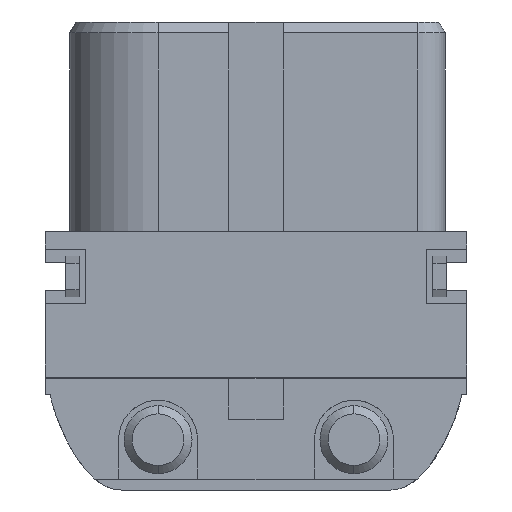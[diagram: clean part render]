
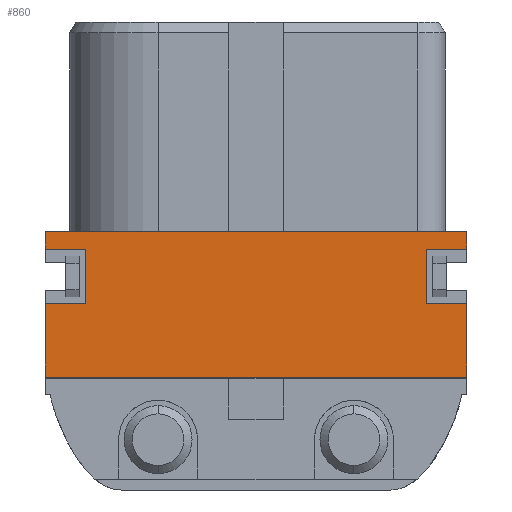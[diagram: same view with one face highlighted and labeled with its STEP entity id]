
A CAD part, front view. The second image highlights one B-rep face of the part: STEP entity #860.
In plain terms, the highlighted planar face has unit normal (0, -1, 0).
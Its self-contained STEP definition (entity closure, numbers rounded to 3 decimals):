
#860 = ADVANCED_FACE('',(#861),#959,.F.);
#861 = FACE_BOUND('',#862,.T.);
#862 = EDGE_LOOP('',(#863,#873,#881,#889,#897,#905,#913,#921,#929,#937,
    #945,#953));
#863 = ORIENTED_EDGE('',*,*,#864,.F.);
#864 = EDGE_CURVE('',#865,#867,#869,.T.);
#865 = VERTEX_POINT('',#866);
#866 = CARTESIAN_POINT('',(7.75,-3.9,-7.7));
#867 = VERTEX_POINT('',#868);
#868 = CARTESIAN_POINT('',(7.75,-3.9,-8.35));
#869 = LINE('',#870,#871);
#870 = CARTESIAN_POINT('',(7.75,-3.9,-7.7));
#871 = VECTOR('',#872,1.);
#872 = DIRECTION('',(0.,0.,-1.));
#873 = ORIENTED_EDGE('',*,*,#874,.F.);
#874 = EDGE_CURVE('',#875,#865,#877,.T.);
#875 = VERTEX_POINT('',#876);
#876 = CARTESIAN_POINT('',(-7.75,-3.9,-7.7));
#877 = LINE('',#878,#879);
#878 = CARTESIAN_POINT('',(-6.839,-3.9,-7.7));
#879 = VECTOR('',#880,1.);
#880 = DIRECTION('',(1.,0.,-0.));
#881 = ORIENTED_EDGE('',*,*,#882,.F.);
#882 = EDGE_CURVE('',#883,#875,#885,.T.);
#883 = VERTEX_POINT('',#884);
#884 = CARTESIAN_POINT('',(-7.75,-3.9,-8.35));
#885 = LINE('',#886,#887);
#886 = CARTESIAN_POINT('',(-7.75,-3.9,-7.7));
#887 = VECTOR('',#888,1.);
#888 = DIRECTION('',(0.,0.,1.));
#889 = ORIENTED_EDGE('',*,*,#890,.F.);
#890 = EDGE_CURVE('',#891,#883,#893,.T.);
#891 = VERTEX_POINT('',#892);
#892 = CARTESIAN_POINT('',(-6.25,-3.9,-8.35));
#893 = LINE('',#894,#895);
#894 = CARTESIAN_POINT('',(-6.839,-3.9,-8.35));
#895 = VECTOR('',#896,1.);
#896 = DIRECTION('',(-1.,-0.,0.));
#897 = ORIENTED_EDGE('',*,*,#898,.F.);
#898 = EDGE_CURVE('',#899,#891,#901,.T.);
#899 = VERTEX_POINT('',#900);
#900 = CARTESIAN_POINT('',(-6.25,-3.9,-10.35));
#901 = LINE('',#902,#903);
#902 = CARTESIAN_POINT('',(-6.25,-3.9,-15.606));
#903 = VECTOR('',#904,1.);
#904 = DIRECTION('',(0.,-0.,1.));
#905 = ORIENTED_EDGE('',*,*,#906,.F.);
#906 = EDGE_CURVE('',#907,#899,#909,.T.);
#907 = VERTEX_POINT('',#908);
#908 = CARTESIAN_POINT('',(-7.75,-3.9,-10.35));
#909 = LINE('',#910,#911);
#910 = CARTESIAN_POINT('',(-6.839,-3.9,-10.35));
#911 = VECTOR('',#912,1.);
#912 = DIRECTION('',(1.,0.,-0.));
#913 = ORIENTED_EDGE('',*,*,#914,.F.);
#914 = EDGE_CURVE('',#915,#907,#917,.T.);
#915 = VERTEX_POINT('',#916);
#916 = CARTESIAN_POINT('',(-7.75,-3.9,-13.05));
#917 = LINE('',#918,#919);
#918 = CARTESIAN_POINT('',(-7.75,-3.9,-15.606));
#919 = VECTOR('',#920,1.);
#920 = DIRECTION('',(0.,-0.,1.));
#921 = ORIENTED_EDGE('',*,*,#922,.F.);
#922 = EDGE_CURVE('',#923,#915,#925,.T.);
#923 = VERTEX_POINT('',#924);
#924 = CARTESIAN_POINT('',(7.75,-3.9,-13.05));
#925 = LINE('',#926,#927);
#926 = CARTESIAN_POINT('',(-6.839,-3.9,-13.05));
#927 = VECTOR('',#928,1.);
#928 = DIRECTION('',(-1.,-0.,0.));
#929 = ORIENTED_EDGE('',*,*,#930,.F.);
#930 = EDGE_CURVE('',#931,#923,#933,.T.);
#931 = VERTEX_POINT('',#932);
#932 = CARTESIAN_POINT('',(7.75,-3.9,-10.35));
#933 = LINE('',#934,#935);
#934 = CARTESIAN_POINT('',(7.75,-3.9,-15.606));
#935 = VECTOR('',#936,1.);
#936 = DIRECTION('',(-0.,0.,-1.));
#937 = ORIENTED_EDGE('',*,*,#938,.F.);
#938 = EDGE_CURVE('',#939,#931,#941,.T.);
#939 = VERTEX_POINT('',#940);
#940 = CARTESIAN_POINT('',(6.25,-3.9,-10.35));
#941 = LINE('',#942,#943);
#942 = CARTESIAN_POINT('',(-6.839,-3.9,-10.35));
#943 = VECTOR('',#944,1.);
#944 = DIRECTION('',(1.,0.,-0.));
#945 = ORIENTED_EDGE('',*,*,#946,.F.);
#946 = EDGE_CURVE('',#947,#939,#949,.T.);
#947 = VERTEX_POINT('',#948);
#948 = CARTESIAN_POINT('',(6.25,-3.9,-8.35));
#949 = LINE('',#950,#951);
#950 = CARTESIAN_POINT('',(6.25,-3.9,-15.606));
#951 = VECTOR('',#952,1.);
#952 = DIRECTION('',(-0.,0.,-1.));
#953 = ORIENTED_EDGE('',*,*,#954,.F.);
#954 = EDGE_CURVE('',#867,#947,#955,.T.);
#955 = LINE('',#956,#957);
#956 = CARTESIAN_POINT('',(-6.839,-3.9,-8.35));
#957 = VECTOR('',#958,1.);
#958 = DIRECTION('',(-1.,-0.,0.));
#959 = PLANE('',#960);
#960 = AXIS2_PLACEMENT_3D('',#961,#962,#963);
#961 = CARTESIAN_POINT('',(-6.839,-3.9,-15.606));
#962 = DIRECTION('',(0.,1.,0.));
#963 = DIRECTION('',(0.,-0.,1.));
